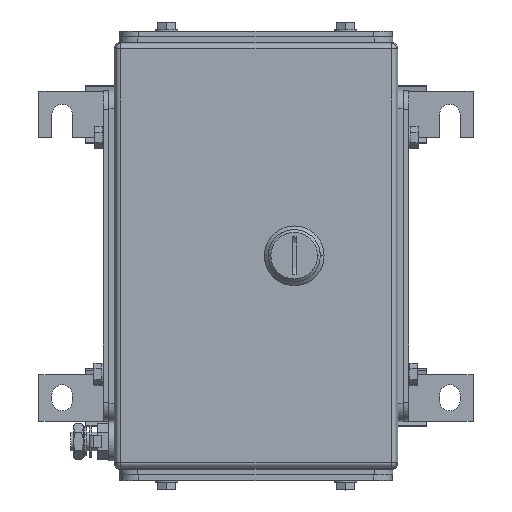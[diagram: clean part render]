
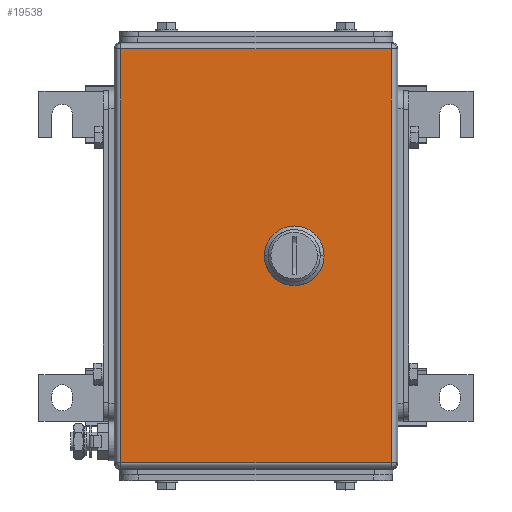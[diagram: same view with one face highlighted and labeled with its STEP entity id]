
A CAD part, top view. The second image highlights one B-rep face of the part: STEP entity #19538.
In plain terms, the highlighted planar face has unit normal (0, 0, 1).
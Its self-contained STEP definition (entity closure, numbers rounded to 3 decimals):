
#18566=AXIS2_PLACEMENT_3D('Circle Axis2P3D',#18564,#18565,$) ;
#18614=AXIS2_PLACEMENT_3D('Circle Axis2P3D',#18612,#18613,$) ;
#18633=AXIS2_PLACEMENT_3D('Circle Axis2P3D',#18631,#18632,$) ;
#19507=AXIS2_PLACEMENT_3D('Circle Axis2P3D',#19505,#19506,$) ;
#19520=AXIS2_PLACEMENT_3D('Plane Axis2P3D',#19517,#19518,#19519) ;
#18425=CARTESIAN_POINT('Vertex',(147.05,120.444,136.5)) ;
#18428=CARTESIAN_POINT('Line Origine',(147.05,125.5,136.5)) ;
#18432=CARTESIAN_POINT('Vertex',(147.05,130.556,136.5)) ;
#18561=CARTESIAN_POINT('Vertex',(142.056,115.45,136.5)) ;
#18564=CARTESIAN_POINT('Axis2P3D Location',(137.,125.5,136.5)) ;
#18585=CARTESIAN_POINT('Vertex',(131.944,115.45,136.5)) ;
#18588=CARTESIAN_POINT('Line Origine',(137.,115.45,136.5)) ;
#18609=CARTESIAN_POINT('Vertex',(126.95,120.444,136.5)) ;
#18612=CARTESIAN_POINT('Axis2P3D Location',(137.,125.5,136.5)) ;
#18628=CARTESIAN_POINT('Vertex',(131.944,135.55,136.5)) ;
#18631=CARTESIAN_POINT('Axis2P3D Location',(137.,125.5,136.5)) ;
#18635=CARTESIAN_POINT('Vertex',(126.95,130.556,136.5)) ;
#18659=CARTESIAN_POINT('Vertex',(189.,236.5,136.5)) ;
#18675=CARTESIAN_POINT('Vertex',(44.,236.5,136.5)) ;
#18678=CARTESIAN_POINT('Line Origine',(116.5,236.5,136.5)) ;
#18713=CARTESIAN_POINT('Vertex',(44.,14.5,136.5)) ;
#18716=CARTESIAN_POINT('Line Origine',(44.,127.6,136.5)) ;
#18751=CARTESIAN_POINT('Vertex',(189.,14.5,136.5)) ;
#18754=CARTESIAN_POINT('Line Origine',(116.5,14.5,136.5)) ;
#18790=CARTESIAN_POINT('Line Origine',(189.,123.4,136.5)) ;
#19425=CARTESIAN_POINT('Vertex',(142.056,135.55,136.5)) ;
#19428=CARTESIAN_POINT('Line Origine',(137.,135.55,136.5)) ;
#19445=CARTESIAN_POINT('Line Origine',(126.95,125.5,136.5)) ;
#19505=CARTESIAN_POINT('Axis2P3D Location',(137.,125.5,136.5)) ;
#19517=CARTESIAN_POINT('Axis2P3D Location',(116.5,125.5,136.5)) ;
#18429=DIRECTION('Vector Direction',(0.,-1.,0.)) ;
#18565=DIRECTION('Axis2P3D Direction',(0.,0.,1.)) ;
#18589=DIRECTION('Vector Direction',(1.,0.,0.)) ;
#18613=DIRECTION('Axis2P3D Direction',(0.,0.,1.)) ;
#18632=DIRECTION('Axis2P3D Direction',(0.,0.,1.)) ;
#18679=DIRECTION('Vector Direction',(1.,0.,0.)) ;
#18717=DIRECTION('Vector Direction',(0.,-1.,0.)) ;
#18755=DIRECTION('Vector Direction',(1.,0.,0.)) ;
#18791=DIRECTION('Vector Direction',(0.,1.,0.)) ;
#19429=DIRECTION('Vector Direction',(1.,0.,0.)) ;
#19446=DIRECTION('Vector Direction',(0.,1.,0.)) ;
#19506=DIRECTION('Axis2P3D Direction',(0.,0.,1.)) ;
#19518=DIRECTION('Axis2P3D Direction',(0.,0.,1.)) ;
#19519=DIRECTION('Axis2P3D XDirection',(1.,0.,0.)) ;
#18430=VECTOR('Line Direction',#18429,1.) ;
#18590=VECTOR('Line Direction',#18589,1.) ;
#18680=VECTOR('Line Direction',#18679,1.) ;
#18718=VECTOR('Line Direction',#18717,1.) ;
#18756=VECTOR('Line Direction',#18755,1.) ;
#18792=VECTOR('Line Direction',#18791,1.) ;
#19430=VECTOR('Line Direction',#19429,1.) ;
#19447=VECTOR('Line Direction',#19446,1.) ;
#19523=ORIENTED_EDGE('',*,*,#18682,.T.) ;
#19524=ORIENTED_EDGE('',*,*,#18720,.T.) ;
#19525=ORIENTED_EDGE('',*,*,#18758,.T.) ;
#19526=ORIENTED_EDGE('',*,*,#18794,.T.) ;
#19529=ORIENTED_EDGE('',*,*,#18568,.F.) ;
#19530=ORIENTED_EDGE('',*,*,#18592,.F.) ;
#19531=ORIENTED_EDGE('',*,*,#18616,.F.) ;
#19532=ORIENTED_EDGE('',*,*,#19449,.T.) ;
#19533=ORIENTED_EDGE('',*,*,#18637,.F.) ;
#19534=ORIENTED_EDGE('',*,*,#19432,.T.) ;
#19535=ORIENTED_EDGE('',*,*,#19509,.F.) ;
#19536=ORIENTED_EDGE('',*,*,#18434,.T.) ;
#19537=FACE_BOUND('',#19528,.T.) ;
#19538=ADVANCED_FACE('Produkt1_AllCATPart.2\\ZUB_KTB_QL_221513_4GP_AllCATPart.2\\ZUB_DE_KTB_QL231513.1\\DE_KTB_MH_PART_MASTER.1\\Koerper.2',(#19527,#19537),#19521,.T.) ;
#18567=CIRCLE('generated circle',#18566,11.25) ;
#18615=CIRCLE('generated circle',#18614,11.25) ;
#18634=CIRCLE('generated circle',#18633,11.25) ;
#19508=CIRCLE('generated circle',#19507,11.25) ;
#18434=EDGE_CURVE('',#18433,#18426,#18431,.T.) ;
#18568=EDGE_CURVE('',#18562,#18426,#18567,.T.) ;
#18592=EDGE_CURVE('',#18586,#18562,#18591,.T.) ;
#18616=EDGE_CURVE('',#18610,#18586,#18615,.T.) ;
#18637=EDGE_CURVE('',#18629,#18636,#18634,.T.) ;
#18682=EDGE_CURVE('',#18660,#18676,#18681,.F.) ;
#18720=EDGE_CURVE('',#18676,#18714,#18719,.T.) ;
#18758=EDGE_CURVE('',#18714,#18752,#18757,.T.) ;
#18794=EDGE_CURVE('',#18752,#18660,#18793,.T.) ;
#19432=EDGE_CURVE('',#18629,#19426,#19431,.T.) ;
#19449=EDGE_CURVE('',#18610,#18636,#19448,.T.) ;
#19509=EDGE_CURVE('',#18433,#19426,#19508,.T.) ;
#19522=EDGE_LOOP('',(#19523,#19524,#19525,#19526)) ;
#19528=EDGE_LOOP('',(#19529,#19530,#19531,#19532,#19533,#19534,#19535,#19536)) ;
#19527=FACE_OUTER_BOUND('',#19522,.T.) ;
#18431=LINE('Line',#18428,#18430) ;
#18591=LINE('Line',#18588,#18590) ;
#18681=LINE('Line',#18678,#18680) ;
#18719=LINE('Line',#18716,#18718) ;
#18757=LINE('Line',#18754,#18756) ;
#18793=LINE('Line',#18790,#18792) ;
#19431=LINE('Line',#19428,#19430) ;
#19448=LINE('Line',#19445,#19447) ;
#19521=PLANE('',#19520) ;
#18426=VERTEX_POINT('',#18425) ;
#18433=VERTEX_POINT('',#18432) ;
#18562=VERTEX_POINT('',#18561) ;
#18586=VERTEX_POINT('',#18585) ;
#18610=VERTEX_POINT('',#18609) ;
#18629=VERTEX_POINT('',#18628) ;
#18636=VERTEX_POINT('',#18635) ;
#18660=VERTEX_POINT('',#18659) ;
#18676=VERTEX_POINT('',#18675) ;
#18714=VERTEX_POINT('',#18713) ;
#18752=VERTEX_POINT('',#18751) ;
#19426=VERTEX_POINT('',#19425) ;
